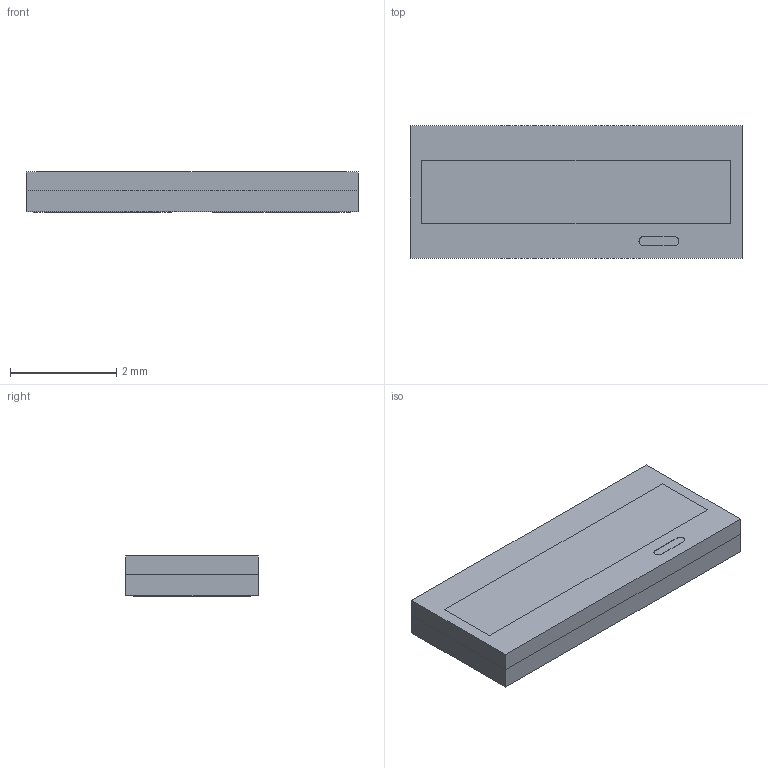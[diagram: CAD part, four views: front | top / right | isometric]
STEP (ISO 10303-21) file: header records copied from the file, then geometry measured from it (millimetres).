
FILE_DESCRIPTION (( 'STEP AP214' ), '1' );
FILE_NAME ('Assem1.STEP', '2017-04-19T04:15:14', ( '' ), ( '' ), 'SwSTEP 2.0', 'SolidWorks 2015', '' );
FILE_SCHEMA (( 'AUTOMOTIVE_DESIGN' ));
Length unit declared in the file: millimetre
Products named in the file (5): Part2; Part4; Part1; Part3; Assem1
Assembly tree (4 placements, depth 2):
  Assem1
    Part1
    Part2
    Part3
    Part4
Bounding box: 6.25 x 2.5 x 0.75 mm (x, y, z)
Volume: 11.8 mm3; surface area: 113.7 mm2
Topology: 5 solids, 5 shells, 47 faces, 105 edges, 70 vertices
Faces by surface type: plane 38, cylinder 9
Entity records: 1504 total; most frequent: DIRECTION 231, CARTESIAN_POINT 229, ORIENTED_EDGE 210, EDGE_CURVE 105, VECTOR 87, LINE 87, AXIS2_PLACEMENT_3D 72, VERTEX_POINT 70
